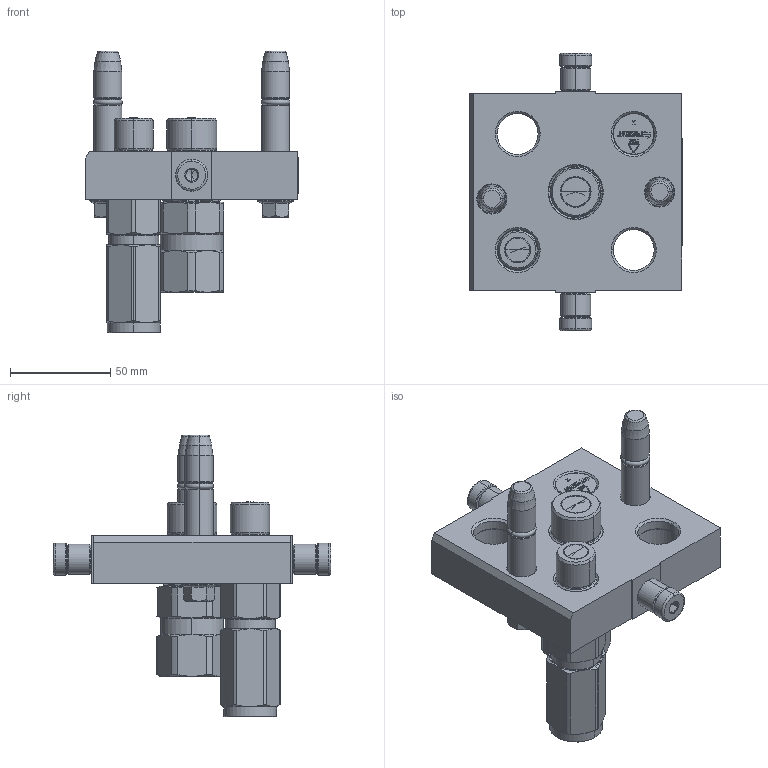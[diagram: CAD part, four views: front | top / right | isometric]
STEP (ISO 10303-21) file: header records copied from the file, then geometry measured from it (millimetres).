
FILE_DESCRIPTION (( 'STEP AP214' ), '1' );
FILE_NAME ('FASTER.step', '2024-02-21T11:20:53', ( '' ), ( '' ), 'SwSTEP 2.0', 'SolidWorks 2017', '' );
FILE_SCHEMA (( 'AUTOMOTIVE_DESIGN' ));
Length unit declared in the file: millimetre
Products named in the file (13): 2ffnp12-18g_m; or2_62x9_19_m; 4830_013_3000_030; 3ffnp38_gas_m; 4830_010_0000_011; 1540_080_0008_000; 4830_021_0000_000; FASTER; et002; P506-1_M_BASE; 4830_028_1000_011; TAPPO_38
Assembly tree (17 placements, depth 3):
  FASTER
    P506-1_M_BASE
      4830_010_0000_011
      4830_021_0000_000  x2
      1540_080_0008_000  x2
      4830_013_3000_030  x2
      4830_028_1000_011  x2
      or2_62x9_19_m  x2
    3ffnp38_gas_m
      3ffnp38_gas_m
    2ffnp12-18g_m
    TAPPO_38
    et002
Bounding box: 106.3 x 138.6 x 140.8 mm (x, y, z)
Volume: 44560.8 mm3; surface area: 97783.7 mm2
Topology: 9 solids, 33 shells, 1902 faces, 4985 edges, 3191 vertices
Faces by surface type: plane 1085, cylinder 351, cone 289, torus 145, bspline 26, sphere 6
Entity records: 65145 total; most frequent: CARTESIAN_POINT 14691, ORIENTED_EDGE 8946, DIRECTION 8651, EDGE_CURVE 4587, LINE 3199, VECTOR 3199, VERTEX_POINT 2967, AXIS2_PLACEMENT_3D 2726
